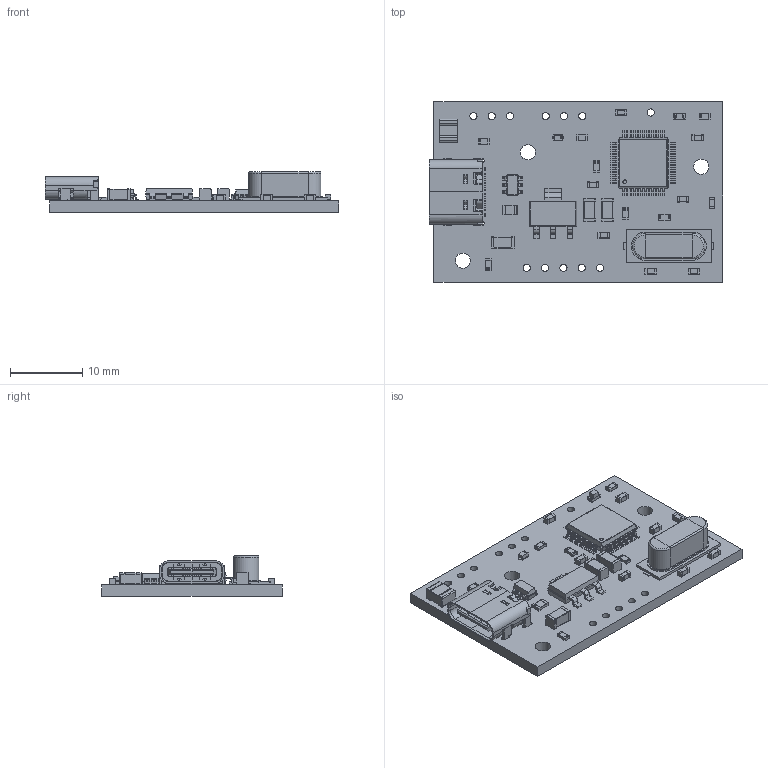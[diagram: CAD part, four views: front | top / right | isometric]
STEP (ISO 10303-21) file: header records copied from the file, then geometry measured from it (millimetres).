
FILE_DESCRIPTION(('KiCad electronic assembly'),'2;1');
FILE_NAME('garland_controller.step','2025-02-09T21:12:00',('Pcbnew'),( 'Kicad'),'Open CASCADE STEP processor 7.6','KiCad to STEP converter' ,'Unknown');
FILE_SCHEMA(('AUTOMOTIVE_DESIGN { 1 0 10303 214 1 1 1 1 }'));
Length unit declared in the file: millimetre
Products named in the file (26): garland_controller 1; R_0603_1608Metric; LED_0603_1608Metric; C_0603_1608Metric; C_1206_3216Metric; Fuse_1210_3225Metric; SOT-23-6; SOT_23_6; SOT-223; SOT_223; LQFP-48_7x7mm_P0.5mm; LQFP_48_7x7mm_P05mm; USB_C_Receptacle_GCT_USB4105-xx-A_16P_TopMnt_Horizontal; USB_C_Receptacle_16P_TopMnt_Horizontal_GCT_USB4105-xx-A; Crystal_SMD_HC49-SD; Fuse_0805_2012Metric; D_SOD-523; D_SOD_523; garland_controller_PCB
Assembly tree (40 placements, depth 3):
  garland_controller 1
    R_0603_1608Metric  x7
      R_0603_1608Metric
    LED_0603_1608Metric
      LED_0603_1608Metric
    C_0603_1608Metric  x8
      C_0603_1608Metric
    C_1206_3216Metric  x3
      C_1206_3216Metric
    Fuse_1210_3225Metric
      Fuse_1210_3225Metric
    SOT-23-6
      SOT_23_6
    SOT-223
      SOT_223
    LQFP-48_7x7mm_P0.5mm
      LQFP_48_7x7mm_P05mm
    USB_C_Receptacle_GCT_USB4105-xx-A_16P_TopMnt_Horizontal
      USB_C_Receptacle_16P_TopMnt_Horizontal_GCT_USB4105-xx-A
    Crystal_SMD_HC49-SD
      Crystal_SMD_HC49-SD
    Fuse_0805_2012Metric
      Fuse_0805_2012Metric
    D_SOD-523
      D_SOD_523
    garland_controller_PCB
Bounding box: 40.67 x 25 x 5.65 mm (x, y, z)
Volume: 1980.4 mm3; surface area: 3550.1 mm2
Topology: 63 solids, 63 shells, 2315 faces, 5993 edges, 3820 vertices
Faces by surface type: plane 1553, cylinder 616, bspline 136, cone 8, torus 2
Full cylindrical faces by diameter (mm): 0.5 x3, 0.65 x2, 1 x12, 2.1 x3
Entity records: 74041 total; most frequent: CARTESIAN_POINT 13565, ORIENTED_EDGE 9874, DIRECTION 9361, EDGE_CURVE 4937, LINE 3881, VECTOR 3881, VERTEX_POINT 3124, AXIS2_PLACEMENT_3D 2740
